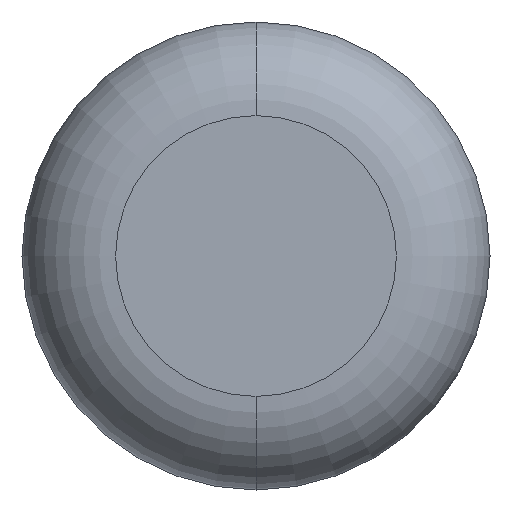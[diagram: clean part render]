
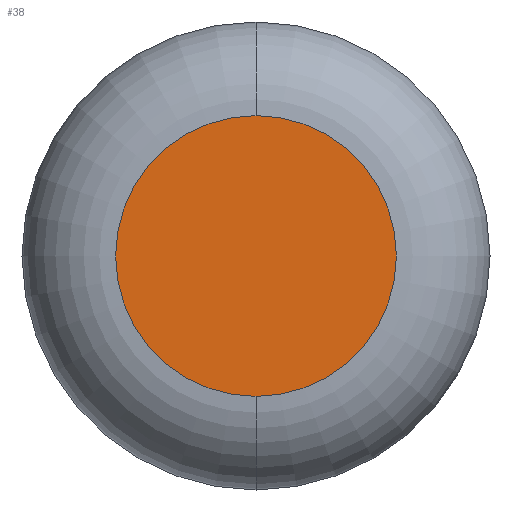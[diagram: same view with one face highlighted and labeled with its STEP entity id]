
A CAD part, front view. The second image highlights one B-rep face of the part: STEP entity #38.
In plain terms, the highlighted planar face has unit normal (0, -1, 0).
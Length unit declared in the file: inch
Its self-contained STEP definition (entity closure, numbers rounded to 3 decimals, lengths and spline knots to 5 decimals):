
#38 = ADVANCED_FACE ( 'NONE', ( #182 ), #190, .T. ) ;
#44 = CIRCLE ( 'NONE', #159, 0.1875 ) ;
#49 = EDGE_LOOP ( 'NONE', ( #70, #114 ) ) ;
#70 = ORIENTED_EDGE ( 'NONE', *, *, #215, .T. ) ;
#88 = DIRECTION ( 'NONE',  ( 0., 0., -1. ) ) ;
#114 = ORIENTED_EDGE ( 'NONE', *, *, #394, .T. ) ;
#121 = DIRECTION ( 'NONE',  ( 0., -1., 0. ) ) ;
#128 = CARTESIAN_POINT ( 'NONE',  ( 0., 0., 0. ) ) ;
#134 = CARTESIAN_POINT ( 'NONE',  ( 0., 0., 0. ) ) ;
#141 = DIRECTION ( 'NONE',  ( 0., 0., -1. ) ) ;
#142 = CIRCLE ( 'NONE', #236, 0.1875 ) ;
#159 = AXIS2_PLACEMENT_3D ( 'NONE', #134, #252, #166 ) ;
#166 = DIRECTION ( 'NONE',  ( 0., 0., -1. ) ) ;
#182 = FACE_OUTER_BOUND ( 'NONE', #49, .T. ) ;
#190 = PLANE ( 'NONE',  #241 ) ;
#215 = EDGE_CURVE ( 'NONE', #229, #323, #44, .T. ) ;
#229 = VERTEX_POINT ( 'NONE', #313 ) ;
#236 = AXIS2_PLACEMENT_3D ( 'NONE', #385, #383, #141 ) ;
#241 = AXIS2_PLACEMENT_3D ( 'NONE', #128, #121, #88 ) ;
#252 = DIRECTION ( 'NONE',  ( 0., -1., 0. ) ) ;
#273 = CARTESIAN_POINT ( 'NONE',  ( 0., 0., 0.1875 ) ) ;
#313 = CARTESIAN_POINT ( 'NONE',  ( 0., 0., -0.1875 ) ) ;
#323 = VERTEX_POINT ( 'NONE', #273 ) ;
#383 = DIRECTION ( 'NONE',  ( 0., -1., 0. ) ) ;
#385 = CARTESIAN_POINT ( 'NONE',  ( 0., 0., 0. ) ) ;
#394 = EDGE_CURVE ( 'NONE', #323, #229, #142, .T. ) ;
